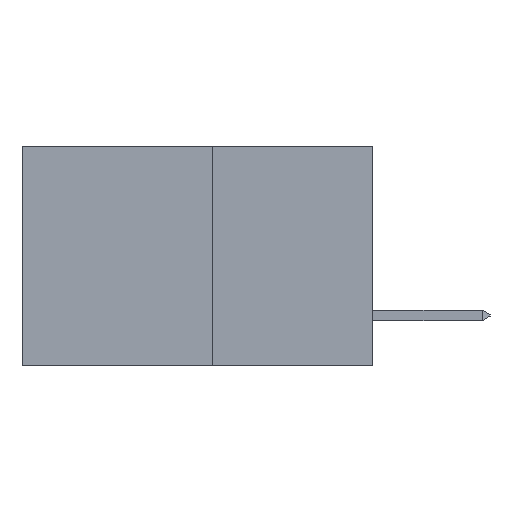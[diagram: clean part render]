
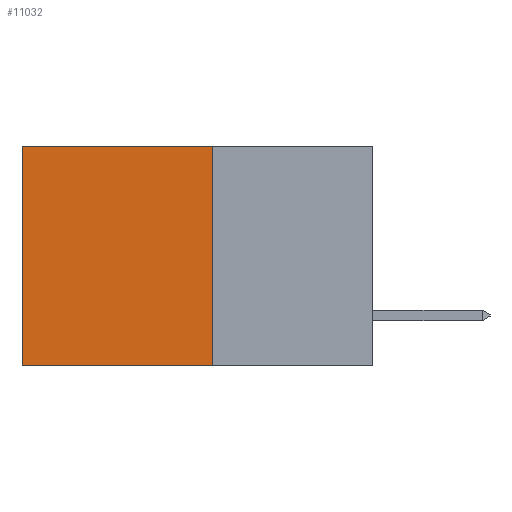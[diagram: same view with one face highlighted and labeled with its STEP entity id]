
A CAD part, left-side view. The second image highlights one B-rep face of the part: STEP entity #11032.
In plain terms, the highlighted planar face has unit normal (-1, 0, 0).
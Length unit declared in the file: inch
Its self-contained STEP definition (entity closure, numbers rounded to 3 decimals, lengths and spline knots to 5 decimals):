
#800 = EDGE_CURVE ( 'NONE', #17220, #3604, #5772, .T. ) ;
#821 = CARTESIAN_POINT ( 'NONE',  ( 0.277, 0.27, 0. ) ) ;
#1837 = CARTESIAN_POINT ( 'NONE',  ( 0.277, 0.27, -0.37 ) ) ;
#2693 = PLANE ( 'NONE',  #16082 ) ;
#3370 = DIRECTION ( 'NONE',  ( 0., 1., 0. ) ) ;
#3604 = VERTEX_POINT ( 'NONE', #15724 ) ;
#4156 = LINE ( 'NONE', #821, #11799 ) ;
#4209 = DIRECTION ( 'NONE',  ( 0., 0., -1. ) ) ;
#5065 = ORIENTED_EDGE ( 'NONE', *, *, #14851, .T. ) ;
#5574 = ORIENTED_EDGE ( 'NONE', *, *, #12205, .T. ) ;
#5772 = LINE ( 'NONE', #7306, #8898 ) ;
#6090 = EDGE_CURVE ( 'NONE', #3604, #10213, #13564, .T. ) ;
#6667 = LINE ( 'NONE', #9791, #10280 ) ;
#7282 = DIRECTION ( 'NONE',  ( 0., 0., -1. ) ) ;
#7306 = CARTESIAN_POINT ( 'NONE',  ( 0.277, 0.27, -0.37 ) ) ;
#8622 = EDGE_LOOP ( 'NONE', ( #5065, #9145, #8684, #5574 ) ) ;
#8684 = ORIENTED_EDGE ( 'NONE', *, *, #800, .F. ) ;
#8898 = VECTOR ( 'NONE', #7282, 39.37008 ) ;
#9145 = ORIENTED_EDGE ( 'NONE', *, *, #6090, .F. ) ;
#9791 = CARTESIAN_POINT ( 'NONE',  ( 0.277, 0.59, -0.37 ) ) ;
#10015 = CARTESIAN_POINT ( 'NONE',  ( 0.277, 0.59, -0.37 ) ) ;
#10213 = VERTEX_POINT ( 'NONE', #10015 ) ;
#10280 = VECTOR ( 'NONE', #18844, 39.37008 ) ;
#11032 = ADVANCED_FACE ( 'NONE', ( #16268 ), #2693, .F. ) ;
#11799 = VECTOR ( 'NONE', #16013, 39.37008 ) ;
#11968 = VERTEX_POINT ( 'NONE', #18458 ) ;
#12205 = EDGE_CURVE ( 'NONE', #17220, #11968, #4156, .T. ) ;
#13337 = DIRECTION ( 'NONE',  ( 1., 0., 0. ) ) ;
#13564 = LINE ( 'NONE', #1837, #14035 ) ;
#13846 = CARTESIAN_POINT ( 'NONE',  ( 0.277, 0.27, 0. ) ) ;
#14035 = VECTOR ( 'NONE', #3370, 39.37008 ) ;
#14851 = EDGE_CURVE ( 'NONE', #11968, #10213, #6667, .T. ) ;
#15724 = CARTESIAN_POINT ( 'NONE',  ( 0.277, 0.27, -0.37 ) ) ;
#16013 = DIRECTION ( 'NONE',  ( 0., 1., 0. ) ) ;
#16082 = AXIS2_PLACEMENT_3D ( 'NONE', #17811, #13337, #4209 ) ;
#16268 = FACE_OUTER_BOUND ( 'NONE', #8622, .T. ) ;
#17220 = VERTEX_POINT ( 'NONE', #13846 ) ;
#17811 = CARTESIAN_POINT ( 'NONE',  ( 0.277, 0.27, -0.37 ) ) ;
#18458 = CARTESIAN_POINT ( 'NONE',  ( 0.277, 0.59, 0. ) ) ;
#18844 = DIRECTION ( 'NONE',  ( 0., 0., -1. ) ) ;
